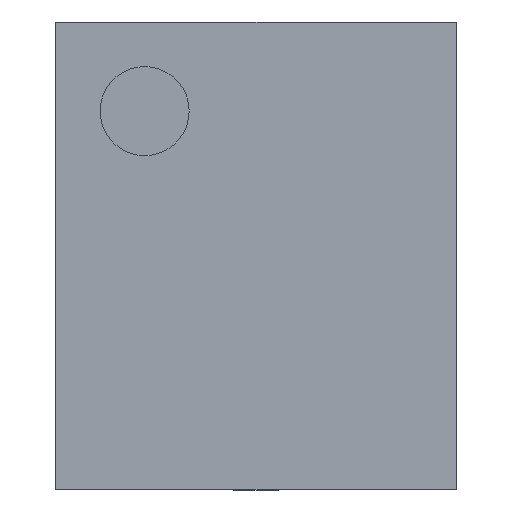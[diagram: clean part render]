
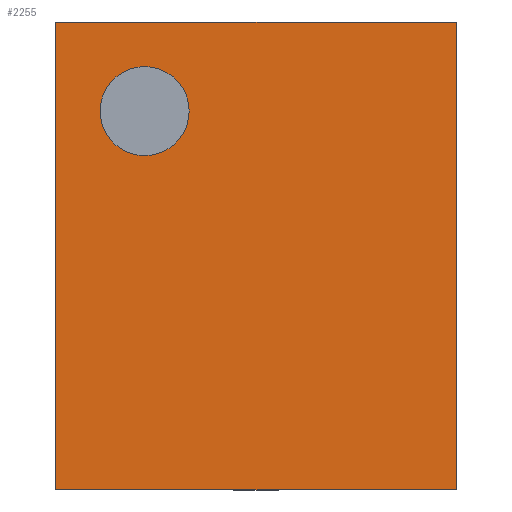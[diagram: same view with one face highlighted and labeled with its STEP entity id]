
A CAD part, top view. The second image highlights one B-rep face of the part: STEP entity #2255.
In plain terms, the highlighted planar face has unit normal (0, 0, 1).
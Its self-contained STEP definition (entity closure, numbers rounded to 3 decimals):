
#70=CARTESIAN_POINT('',(-0.3,0.65,0.55));
#71=VERTEX_POINT('',#70);
#80=CARTESIAN_POINT('',(-0.7,0.65,0.55));
#81=VERTEX_POINT('',#80);
#82=CARTESIAN_POINT('',(-0.5,0.65,0.55));
#83=DIRECTION('',(0.0,0.0,-1.0));
#84=DIRECTION('',(1.0,0.0,0.0));
#85=AXIS2_PLACEMENT_3D('',#82,#83,#84);
#86=CIRCLE('',#85,0.2);
#87=EDGE_CURVE('',#81,#71,#86,.T.);
#1013=CARTESIAN_POINT('',(-0.5,0.65,0.55));
#1014=DIRECTION('',(0.0,0.0,-1.0));
#1015=DIRECTION('',(1.0,0.0,0.0));
#1016=AXIS2_PLACEMENT_3D('',#1013,#1014,#1015);
#1017=CIRCLE('',#1016,0.2);
#1018=EDGE_CURVE('',#71,#81,#1017,.T.);
#2102=CARTESIAN_POINT('',(0.9,-1.05,0.55));
#2103=VERTEX_POINT('',#2102);
#2110=CARTESIAN_POINT('',(-0.9,-1.05,0.55));
#2111=VERTEX_POINT('',#2110);
#2112=CARTESIAN_POINT('',(0.9,-1.05,0.55));
#2113=DIRECTION('',(-1.0,0.0,0.0));
#2114=VECTOR('',#2113,1.8);
#2115=LINE('',#2112,#2114);
#2116=EDGE_CURVE('',#2103,#2111,#2115,.T.);
#2158=CARTESIAN_POINT('',(-0.9,1.05,0.55));
#2159=VERTEX_POINT('',#2158);
#2160=CARTESIAN_POINT('',(-0.9,-1.05,0.55));
#2161=DIRECTION('',(0.0,1.0,0.0));
#2162=VECTOR('',#2161,2.1);
#2163=LINE('',#2160,#2162);
#2164=EDGE_CURVE('',#2111,#2159,#2163,.T.);
#2206=CARTESIAN_POINT('',(0.9,1.05,0.55));
#2207=VERTEX_POINT('',#2206);
#2214=CARTESIAN_POINT('',(0.9,1.05,0.55));
#2215=DIRECTION('',(0.0,-1.0,0.0));
#2216=VECTOR('',#2215,2.1);
#2217=LINE('',#2214,#2216);
#2218=EDGE_CURVE('',#2207,#2103,#2217,.T.);
#2235=CARTESIAN_POINT('',(0.,0.,0.55));
#2236=DIRECTION('',(0.0,0.0,1.0));
#2237=DIRECTION('',(0.0,-1.0,0.0));
#2238=AXIS2_PLACEMENT_3D('',#2235,#2236,#2237);
#2239=PLANE('',#2238);
#2240=ORIENTED_EDGE('',*,*,#2116,.F.);
#2241=ORIENTED_EDGE('',*,*,#2218,.F.);
#2242=CARTESIAN_POINT('',(-0.9,1.05,0.55));
#2243=DIRECTION('',(1.0,0.0,0.0));
#2244=VECTOR('',#2243,1.8);
#2245=LINE('',#2242,#2244);
#2246=EDGE_CURVE('',#2159,#2207,#2245,.T.);
#2247=ORIENTED_EDGE('',*,*,#2246,.F.);
#2248=ORIENTED_EDGE('',*,*,#2164,.F.);
#2249=EDGE_LOOP('',(#2240,#2241,#2247,#2248));
#2250=FACE_OUTER_BOUND('',#2249,.T.);
#2251=ORIENTED_EDGE('',*,*,#1018,.T.);
#2252=ORIENTED_EDGE('',*,*,#87,.T.);
#2253=EDGE_LOOP('',(#2251,#2252));
#2254=FACE_BOUND('',#2253,.T.);
#2255=ADVANCED_FACE('',(#2250,#2254),#2239,.T.);
